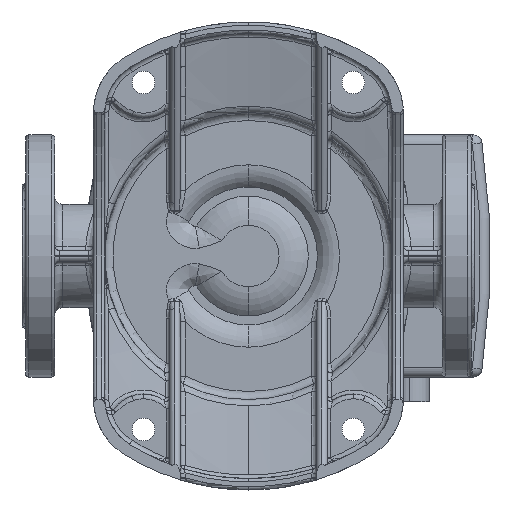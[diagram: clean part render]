
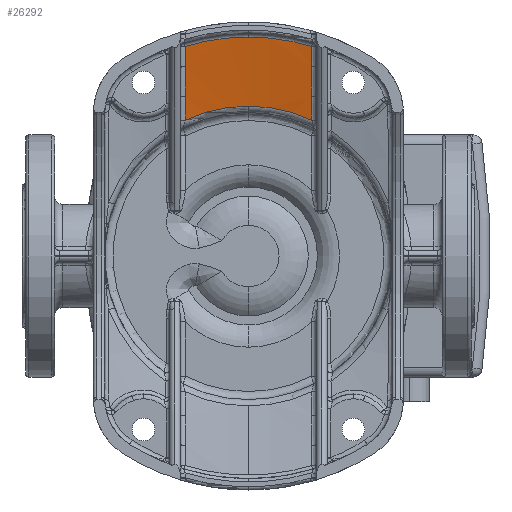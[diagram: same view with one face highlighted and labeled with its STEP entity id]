
A CAD part, front view. The second image highlights one B-rep face of the part: STEP entity #26292.
In plain terms, the highlighted conical face has half-angle 77 degrees and reference radius 38.425 mm.
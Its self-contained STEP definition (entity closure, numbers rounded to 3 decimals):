
#582 = AXIS2_PLACEMENT_3D ( 'NONE', #50063, #72115, #55665 ) ;
#920 = EDGE_LOOP ( 'NONE', ( #51751, #67535, #65225, #33461, #34478, #28195, #56882, #66720, #29425, #58750 ) ) ;
#1051 = CARTESIAN_POINT ( 'NONE',  ( -39.195, 23.469, 129.89 ) ) ;
#1859 = CARTESIAN_POINT ( 'NONE',  ( 39.195, 23.469, 129.89 ) ) ;
#3367 = CARTESIAN_POINT ( 'NONE',  ( 0., 33.35, 92.875 ) ) ;
#3617 = CARTESIAN_POINT ( 'NONE',  ( 39.26, 31.332, 93.746 ) ) ;
#3639 = CARTESIAN_POINT ( 'NONE',  ( -39.285, 33.35, 84.157 ) ) ;
#4872 = CARTESIAN_POINT ( 'NONE',  ( 0., 23.469, 0. ) ) ;
#5465 = CARTESIAN_POINT ( 'NONE',  ( 39.285, 33.35, 84.157 ) ) ;
#6268 = EDGE_CURVE ( 'NONE', #10916, #72377, #25354, .T. ) ;
#7423 = CARTESIAN_POINT ( 'NONE',  ( 0., 23.469, 135.675 ) ) ;
#8517 = EDGE_CURVE ( 'NONE', #10089, #43086, #11523, .T. ) ;
#10089 = VERTEX_POINT ( 'NONE', #3367 ) ;
#10916 = VERTEX_POINT ( 'NONE', #28767 ) ;
#11523 = CIRCLE ( 'NONE', #53349, 92.875 ) ;
#11722 = CARTESIAN_POINT ( 'NONE',  ( 0., 33.35, 0. ) ) ;
#11770 = CARTESIAN_POINT ( 'NONE',  ( 0., 45.921, 0. ) ) ;
#12492 = DIRECTION ( 'NONE',  ( 0., 1., 0. ) ) ;
#13030 = CARTESIAN_POINT ( 'NONE',  ( -39.214, 26.209, 117.43 ) ) ;
#13136 = B_SPLINE_CURVE_WITH_KNOTS ( 'NONE', 3,
 ( #22944, #41260, #51766, #45780 ),
 .UNSPECIFIED., .F., .F.,
 ( 4, 4 ),
 ( 0., 1. ),
 .UNSPECIFIED. ) ;
#15149 = CARTESIAN_POINT ( 'NONE',  ( 39.207, 25.353, 121.337 ) ) ;
#15516 = CARTESIAN_POINT ( 'NONE',  ( 39.195, 23.469, 129.89 ) ) ;
#16131 = EDGE_CURVE ( 'NONE', #19639, #34259, #68200, .T. ) ;
#17545 = AXIS2_PLACEMENT_3D ( 'NONE', #4872, #32216, #44180 ) ;
#17615 = VERTEX_POINT ( 'NONE', #7423 ) ;
#18920 = EDGE_CURVE ( 'NONE', #17615, #19639, #68693, .T. ) ;
#19639 = VERTEX_POINT ( 'NONE', #68623 ) ;
#20475 = CARTESIAN_POINT ( 'NONE',  ( -39.236, 28.98, 104.715 ) ) ;
#22630 = DIRECTION ( 'NONE',  ( 0., 0., -1. ) ) ;
#22944 = CARTESIAN_POINT ( 'NONE',  ( 39.249, 30.2, 99.022 ) ) ;
#23883 = CARTESIAN_POINT ( 'NONE',  ( -39.2, 24.331, 125.984 ) ) ;
#23887 = B_SPLINE_CURVE_WITH_KNOTS ( 'NONE', 3,
 ( #27184, #59775, #3617, #54155 ),
 .UNSPECIFIED., .F., .F.,
 ( 4, 4 ),
 ( 0., 1. ),
 .UNSPECIFIED. ) ;
#25241 = B_SPLINE_CURVE_WITH_KNOTS ( 'NONE', 3,
 ( #60534, #36601, #20475, #66127 ),
 .UNSPECIFIED., .F., .F.,
 ( 4, 4 ),
 ( 0., 1. ),
 .UNSPECIFIED. ) ;
#25354 = B_SPLINE_CURVE_WITH_KNOTS ( 'NONE', 3,
 ( #37616, #72380, #15149, #54837, #60809, #32357, #15516 ),
 .UNSPECIFIED., .F., .F.,
 ( 4, 3, 4 ),
 ( 0., 0.006, 0.013 ),
 .UNSPECIFIED. ) ;
#26292 = ADVANCED_FACE ( 'NONE', ( #62307 ), #29706, .F. ) ;
#27111 = CIRCLE ( 'NONE', #17545, 135.675 ) ;
#27184 = CARTESIAN_POINT ( 'NONE',  ( 39.285, 33.35, 84.157 ) ) ;
#28195 = ORIENTED_EDGE ( 'NONE', *, *, #58118, .T. ) ;
#28767 = CARTESIAN_POINT ( 'NONE',  ( 39.214, 26.209, 117.43 ) ) ;
#29425 = ORIENTED_EDGE ( 'NONE', *, *, #74093, .T. ) ;
#29706 = CONICAL_SURFACE ( 'NONE', #63161, 38.425, 1.344 ) ;
#31508 = VERTEX_POINT ( 'NONE', #54472 ) ;
#32216 = DIRECTION ( 'NONE',  ( 0., -1., 0. ) ) ;
#32357 = CARTESIAN_POINT ( 'NONE',  ( 39.198, 23.955, 127.69 ) ) ;
#33115 = VERTEX_POINT ( 'NONE', #43619 ) ;
#33458 = EDGE_CURVE ( 'NONE', #35608, #10089, #44416, .T. ) ;
#33461 = ORIENTED_EDGE ( 'NONE', *, *, #55281, .T. ) ;
#34259 = VERTEX_POINT ( 'NONE', #37480 ) ;
#34478 = ORIENTED_EDGE ( 'NONE', *, *, #6268, .T. ) ;
#34564 = DIRECTION ( 'NONE',  ( 0., 0., -1. ) ) ;
#35078 = CARTESIAN_POINT ( 'NONE',  ( -39.272, 32.382, 88.791 ) ) ;
#35608 = VERTEX_POINT ( 'NONE', #3639 ) ;
#36601 = CARTESIAN_POINT ( 'NONE',  ( -39.225, 27.649, 110.85 ) ) ;
#37480 = CARTESIAN_POINT ( 'NONE',  ( -39.214, 26.209, 117.43 ) ) ;
#37616 = CARTESIAN_POINT ( 'NONE',  ( 39.214, 26.209, 117.43 ) ) ;
#39603 = CARTESIAN_POINT ( 'NONE',  ( -39.26, 31.332, 93.746 ) ) ;
#40230 = CARTESIAN_POINT ( 'NONE',  ( 0., 33.35, 0. ) ) ;
#40381 = CARTESIAN_POINT ( 'NONE',  ( -39.207, 25.245, 121.831 ) ) ;
#41260 = CARTESIAN_POINT ( 'NONE',  ( 39.236, 28.98, 104.715 ) ) ;
#41697 = DIRECTION ( 'NONE',  ( 0., 0., -1. ) ) ;
#43086 = VERTEX_POINT ( 'NONE', #5465 ) ;
#43619 = CARTESIAN_POINT ( 'NONE',  ( -39.249, 30.2, 99.022 ) ) ;
#44180 = DIRECTION ( 'NONE',  ( 0., 0., -1. ) ) ;
#44416 = CIRCLE ( 'NONE', #69438, 92.875 ) ;
#45780 = CARTESIAN_POINT ( 'NONE',  ( 39.214, 26.209, 117.43 ) ) ;
#46317 = B_SPLINE_CURVE_WITH_KNOTS ( 'NONE', 3,
 ( #56815, #39603, #35078, #51575 ),
 .UNSPECIFIED., .F., .F.,
 ( 4, 4 ),
 ( 0., 1. ),
 .UNSPECIFIED. ) ;
#50063 = CARTESIAN_POINT ( 'NONE',  ( 0., 23.469, 0. ) ) ;
#51575 = CARTESIAN_POINT ( 'NONE',  ( -39.285, 33.35, 84.157 ) ) ;
#51751 = ORIENTED_EDGE ( 'NONE', *, *, #33458, .T. ) ;
#51766 = CARTESIAN_POINT ( 'NONE',  ( 39.225, 27.649, 110.85 ) ) ;
#51816 = DIRECTION ( 'NONE',  ( 0., -1., 0. ) ) ;
#51972 = CARTESIAN_POINT ( 'NONE',  ( -39.203, 24.761, 124.031 ) ) ;
#53349 = AXIS2_PLACEMENT_3D ( 'NONE', #11722, #68961, #34564 ) ;
#54155 = CARTESIAN_POINT ( 'NONE',  ( 39.249, 30.2, 99.022 ) ) ;
#54472 = CARTESIAN_POINT ( 'NONE',  ( 39.249, 30.2, 99.022 ) ) ;
#54837 = CARTESIAN_POINT ( 'NONE',  ( 39.205, 24.924, 123.29 ) ) ;
#55281 = EDGE_CURVE ( 'NONE', #31508, #10916, #13136, .T. ) ;
#55665 = DIRECTION ( 'NONE',  ( 0., 0., -1. ) ) ;
#56815 = CARTESIAN_POINT ( 'NONE',  ( -39.249, 30.2, 99.022 ) ) ;
#56882 = ORIENTED_EDGE ( 'NONE', *, *, #18920, .T. ) ;
#58118 = EDGE_CURVE ( 'NONE', #72377, #17615, #27111, .T. ) ;
#58686 = CARTESIAN_POINT ( 'NONE',  ( -39.21, 25.728, 119.63 ) ) ;
#58750 = ORIENTED_EDGE ( 'NONE', *, *, #64746, .T. ) ;
#59775 = CARTESIAN_POINT ( 'NONE',  ( 39.272, 32.382, 88.791 ) ) ;
#60534 = CARTESIAN_POINT ( 'NONE',  ( -39.214, 26.209, 117.43 ) ) ;
#60809 = CARTESIAN_POINT ( 'NONE',  ( 39.201, 24.44, 125.49 ) ) ;
#62307 = FACE_OUTER_BOUND ( 'NONE', #920, .T. ) ;
#63161 = AXIS2_PLACEMENT_3D ( 'NONE', #11770, #51816, #22630 ) ;
#64634 = EDGE_CURVE ( 'NONE', #43086, #31508, #23887, .T. ) ;
#64746 = EDGE_CURVE ( 'NONE', #33115, #35608, #46317, .T. ) ;
#65225 = ORIENTED_EDGE ( 'NONE', *, *, #64634, .T. ) ;
#66127 = CARTESIAN_POINT ( 'NONE',  ( -39.249, 30.2, 99.022 ) ) ;
#66720 = ORIENTED_EDGE ( 'NONE', *, *, #16131, .T. ) ;
#67535 = ORIENTED_EDGE ( 'NONE', *, *, #8517, .T. ) ;
#68200 = B_SPLINE_CURVE_WITH_KNOTS ( 'NONE', 3,
 ( #1051, #69160, #23883, #51972, #40381, #58686, #13030 ),
 .UNSPECIFIED., .F., .F.,
 ( 4, 3, 4 ),
 ( 0., 0.006, 0.013 ),
 .UNSPECIFIED. ) ;
#68623 = CARTESIAN_POINT ( 'NONE',  ( -39.195, 23.469, 129.89 ) ) ;
#68693 = CIRCLE ( 'NONE', #582, 135.675 ) ;
#68961 = DIRECTION ( 'NONE',  ( 0., 1., 0. ) ) ;
#69160 = CARTESIAN_POINT ( 'NONE',  ( -39.198, 23.9, 127.937 ) ) ;
#69438 = AXIS2_PLACEMENT_3D ( 'NONE', #40230, #12492, #41697 ) ;
#72115 = DIRECTION ( 'NONE',  ( 0., -1., 0. ) ) ;
#72377 = VERTEX_POINT ( 'NONE', #1859 ) ;
#72380 = CARTESIAN_POINT ( 'NONE',  ( 39.211, 25.782, 119.383 ) ) ;
#74093 = EDGE_CURVE ( 'NONE', #34259, #33115, #25241, .T. ) ;
